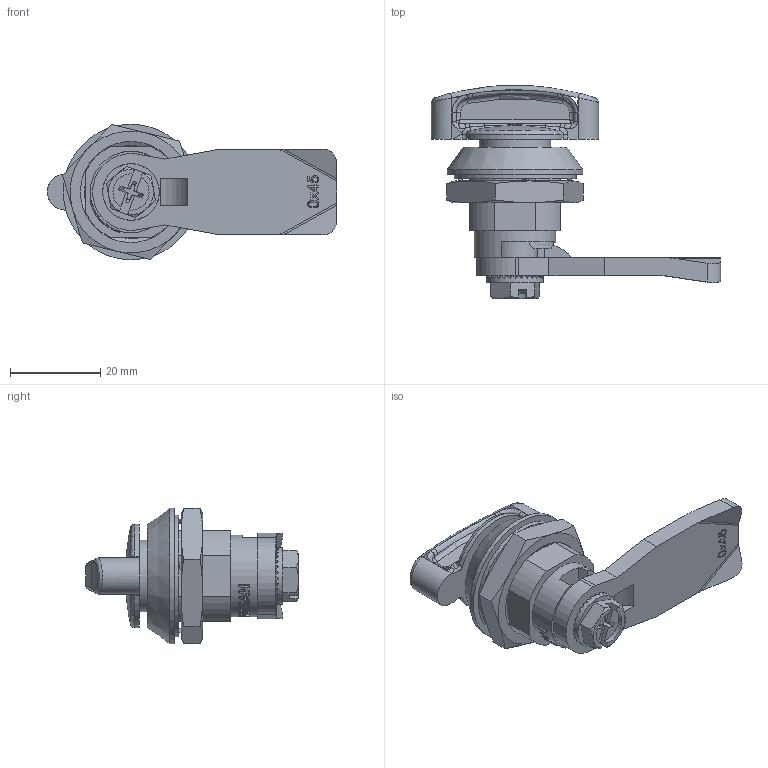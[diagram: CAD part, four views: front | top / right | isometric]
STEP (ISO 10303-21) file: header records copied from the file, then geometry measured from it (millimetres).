
FILE_DESCRIPTION(('STEP AP203'),'1');
FILE_NAME('362.M.F.30.step','2021-01-08T04:39:27',(' '),(' '),'Spatial InterOp 3D',' ',' ');
FILE_SCHEMA(('CONFIG_CONTROL_DESIGN'));
Length unit declared in the file: millimetre
Products named in the file (6): 1; 2; 3; 4; 5; 6
Bounding box: 64 x 47.15 x 30 mm (x, y, z)
Volume: 16442.3 mm3; surface area: 12761.8 mm2
Topology: 6 solids, 6 shells, 492 faces, 1557 edges, 1098 vertices
Faces by surface type: plane 284, cylinder 83, bspline 61, extrusion 27, cone 23, torus 14
Full cylindrical faces by diameter (mm): 2.5 x1, 5.1 x1, 6 x1, 9.8 x1, 10 x1, 12 x1, 12.4 x1, 12.5 x1, 15.8 x2, 16 x1, 18 x1, 20.6 x1, 27 x1, 30 x1
Entity records: 26263 total; most frequent: CARTESIAN_POINT 13323, ORIENTED_EDGE 3040, DIRECTION 2082, EDGE_CURVE 1520, VERTEX_POINT 1091, AXIS2_PLACEMENT_3D 728, B_SPLINE_CURVE_WITH_KNOTS 630, VECTOR 626
